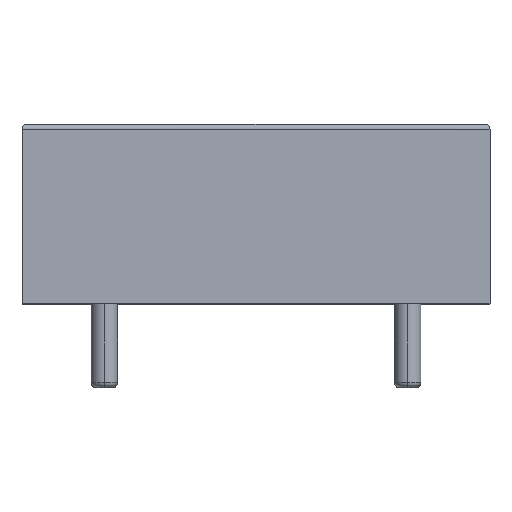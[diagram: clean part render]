
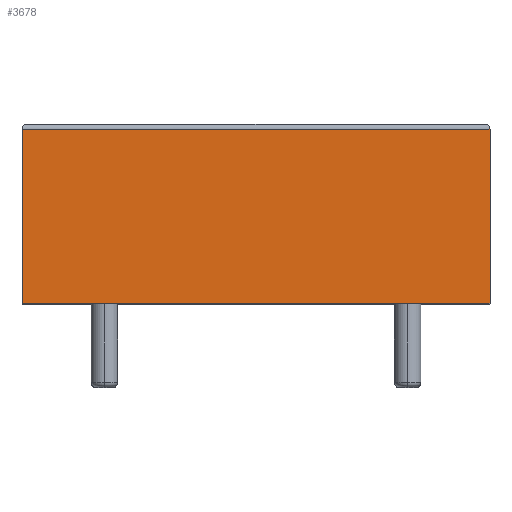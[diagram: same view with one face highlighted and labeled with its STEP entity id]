
A CAD part, top view. The second image highlights one B-rep face of the part: STEP entity #3678.
In plain terms, the highlighted planar face has unit normal (0, 0, 1).
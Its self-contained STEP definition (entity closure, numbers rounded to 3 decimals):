
#154 = VECTOR ( 'NONE', #2464, 1000. ) ;
#180 = ORIENTED_EDGE ( 'NONE', *, *, #4612, .F. ) ;
#388 = CARTESIAN_POINT ( 'NONE',  ( 9.8, 7.5, 9.8 ) ) ;
#524 = VERTEX_POINT ( 'NONE', #2785 ) ;
#649 = CARTESIAN_POINT ( 'NONE',  ( -9.8, 7.3, 9.8 ) ) ;
#769 = DIRECTION ( 'NONE',  ( 0., -1., 0. ) ) ;
#940 = CARTESIAN_POINT ( 'NONE',  ( -9.8, 0., 9.8 ) ) ;
#1001 = EDGE_CURVE ( 'NONE', #1927, #524, #2921, .T. ) ;
#1049 = DIRECTION ( 'NONE',  ( 0., -1., 0. ) ) ;
#1064 = PLANE ( 'NONE',  #2766 ) ;
#1201 = VERTEX_POINT ( 'NONE', #649 ) ;
#1332 = EDGE_CURVE ( 'NONE', #1201, #1927, #2589, .T. ) ;
#1441 = CARTESIAN_POINT ( 'NONE',  ( -9.8, 7.5, 9.8 ) ) ;
#1458 = EDGE_LOOP ( 'NONE', ( #180, #2157, #1828, #4281 ) ) ;
#1618 = VECTOR ( 'NONE', #1049, 1000. ) ;
#1798 = FACE_OUTER_BOUND ( 'NONE', #1458, .T. ) ;
#1802 = LINE ( 'NONE', #3746, #2730 ) ;
#1805 = DIRECTION ( 'NONE',  ( 0., 0., -1. ) ) ;
#1828 = ORIENTED_EDGE ( 'NONE', *, *, #1332, .T. ) ;
#1927 = VERTEX_POINT ( 'NONE', #4220 ) ;
#2157 = ORIENTED_EDGE ( 'NONE', *, *, #3142, .T. ) ;
#2464 = DIRECTION ( 'NONE',  ( 1., 0., 0. ) ) ;
#2589 = LINE ( 'NONE', #3207, #1618 ) ;
#2659 = DIRECTION ( 'NONE',  ( -1., 0., 0. ) ) ;
#2730 = VECTOR ( 'NONE', #2659, 1000. ) ;
#2734 = VECTOR ( 'NONE', #769, 1000. ) ;
#2766 = AXIS2_PLACEMENT_3D ( 'NONE', #1441, #1805, #4296 ) ;
#2785 = CARTESIAN_POINT ( 'NONE',  ( 9.8, 0., 9.8 ) ) ;
#2921 = LINE ( 'NONE', #940, #154 ) ;
#3142 = EDGE_CURVE ( 'NONE', #3143, #1201, #1802, .T. ) ;
#3143 = VERTEX_POINT ( 'NONE', #3370 ) ;
#3207 = CARTESIAN_POINT ( 'NONE',  ( -9.8, 7.5, 9.8 ) ) ;
#3370 = CARTESIAN_POINT ( 'NONE',  ( 9.8, 7.3, 9.8 ) ) ;
#3678 = ADVANCED_FACE ( 'NONE', ( #1798 ), #1064, .F. ) ;
#3715 = LINE ( 'NONE', #388, #2734 ) ;
#3746 = CARTESIAN_POINT ( 'NONE',  ( -9.8, 7.3, 9.8 ) ) ;
#4220 = CARTESIAN_POINT ( 'NONE',  ( -9.8, 0., 9.8 ) ) ;
#4281 = ORIENTED_EDGE ( 'NONE', *, *, #1001, .T. ) ;
#4296 = DIRECTION ( 'NONE',  ( -1., 0., 0. ) ) ;
#4612 = EDGE_CURVE ( 'NONE', #3143, #524, #3715, .T. ) ;
